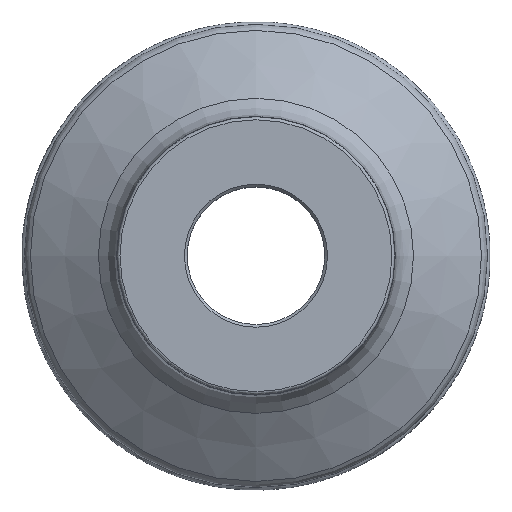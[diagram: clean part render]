
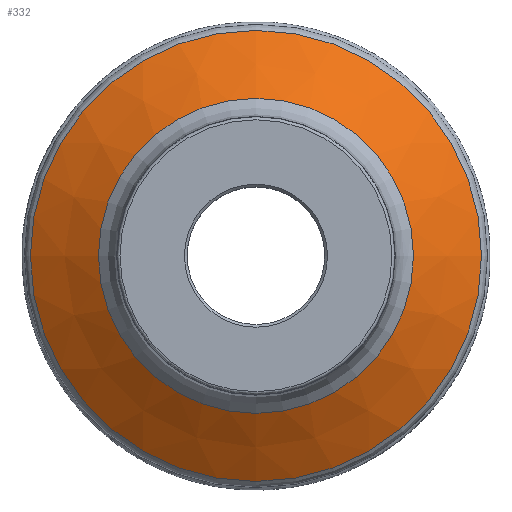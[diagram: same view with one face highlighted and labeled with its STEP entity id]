
A CAD part, top view. The second image highlights one B-rep face of the part: STEP entity #332.
In plain terms, the highlighted conical face has half-angle 56.415 degrees and reference radius 85.5 mm.
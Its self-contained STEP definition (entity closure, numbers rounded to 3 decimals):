
#101=CONICAL_SURFACE('',#608,85.5,56.415);
#135=EDGE_LOOP('',(#199));
#136=EDGE_LOOP('',(#200));
#199=ORIENTED_EDGE('',*,*,#262,.T.);
#200=ORIENTED_EDGE('',*,*,#263,.T.);
#262=EDGE_CURVE('',#441,#441,#294,.T.);
#263=EDGE_CURVE('',#442,#442,#295,.T.);
#294=CIRCLE('',#606,83.266);
#295=CIRCLE('',#607,58.145);
#332=ADVANCED_FACE('SU_5',(#376,#377),#101,.T.);
#376=FACE_BOUND('',#135,.T.);
#377=FACE_BOUND('',#136,.T.);
#441=VERTEX_POINT('',#9468);
#442=VERTEX_POINT('',#9470);
#606=AXIS2_PLACEMENT_3D('',#9467,#726,#727);
#607=AXIS2_PLACEMENT_3D('',#9469,#728,#729);
#608=AXIS2_PLACEMENT_3D('',#9471,#730,#731);
#726=DIRECTION('',(0.,0.,1.));
#727=DIRECTION('',(1.,0.,0.));
#728=DIRECTION('',(0.,0.,-1.));
#729=DIRECTION('',(-1.,0.,0.));
#730=DIRECTION('',(0.,0.,-1.));
#731=DIRECTION('',(-1.,0.,0.));
#9467=CARTESIAN_POINT('',(0.,0.,-43.835));
#9468=CARTESIAN_POINT('',(83.266,0.,-43.835));
#9469=CARTESIAN_POINT('',(0.,0.,-27.154));
#9470=CARTESIAN_POINT('',(-58.145,0.,-27.154));
#9471=CARTESIAN_POINT('',(0.,0.,-45.318));
